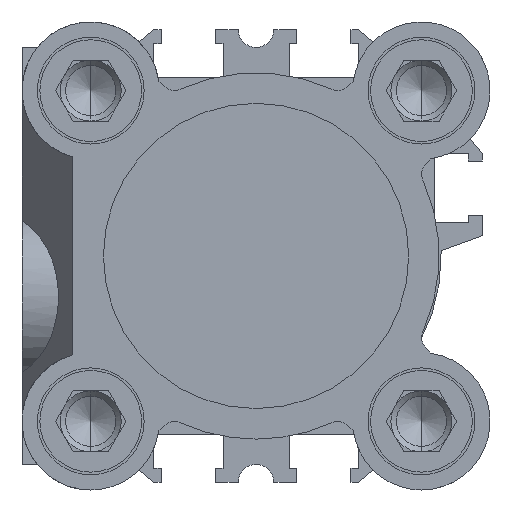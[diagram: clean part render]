
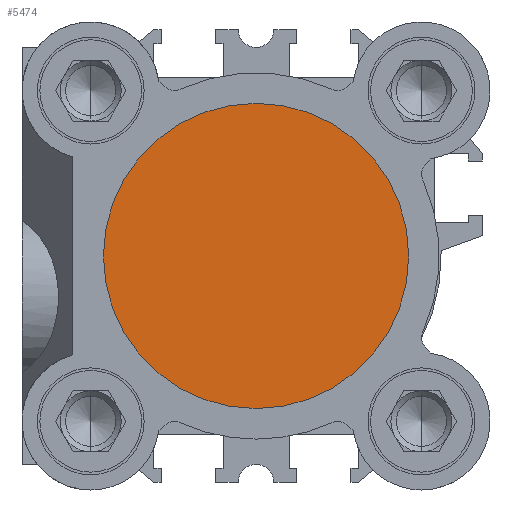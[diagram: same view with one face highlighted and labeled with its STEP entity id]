
A CAD part, left-side view. The second image highlights one B-rep face of the part: STEP entity #5474.
In plain terms, the highlighted face is planar.
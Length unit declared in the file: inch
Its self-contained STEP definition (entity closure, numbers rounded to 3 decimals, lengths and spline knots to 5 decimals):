
#717 = CARTESIAN_POINT ( 'NONE',  ( 0.15748, 0.59055, 0. ) ) ;
#882 = DIRECTION ( 'NONE',  ( -1., 0., 0. ) ) ;
#1347 = VERTEX_POINT ( 'NONE', #8091 ) ;
#1691 = DIRECTION ( 'NONE',  ( 0., 0., 1. ) ) ;
#2868 = CIRCLE ( 'NONE', #3651, 0.59055 ) ;
#3651 = AXIS2_PLACEMENT_3D ( 'NONE', #6656, #882, #7617 ) ;
#3768 = EDGE_CURVE ( 'NONE', #1347, #7571, #2868, .T. ) ;
#4554 = PLANE ( 'NONE',  #10311 ) ;
#4757 = DIRECTION ( 'NONE',  ( -1., 0., 0. ) ) ;
#4768 = AXIS2_PLACEMENT_3D ( 'NONE', #10538, #4757, #11523 ) ;
#4872 = CIRCLE ( 'NONE', #4768, 0.59055 ) ;
#5474 = ADVANCED_FACE ( 'NONE', ( #11606 ), #4554, .F. ) ;
#5758 = EDGE_LOOP ( 'NONE', ( #6216, #11411 ) ) ;
#6216 = ORIENTED_EDGE ( 'NONE', *, *, #3768, .F. ) ;
#6656 = CARTESIAN_POINT ( 'NONE',  ( 0.15748, 0., 0. ) ) ;
#7459 = DIRECTION ( 'NONE',  ( -1., 0., 0. ) ) ;
#7571 = VERTEX_POINT ( 'NONE', #10634 ) ;
#7617 = DIRECTION ( 'NONE',  ( 0., 0., 1. ) ) ;
#8091 = CARTESIAN_POINT ( 'NONE',  ( 0.15748, 0., 0.59055 ) ) ;
#8456 = EDGE_CURVE ( 'NONE', #7571, #1347, #4872, .T. ) ;
#10311 = AXIS2_PLACEMENT_3D ( 'NONE', #717, #7459, #1691 ) ;
#10538 = CARTESIAN_POINT ( 'NONE',  ( 0.15748, 0., 0. ) ) ;
#10634 = CARTESIAN_POINT ( 'NONE',  ( 0.15748, 0., -0.59055 ) ) ;
#11411 = ORIENTED_EDGE ( 'NONE', *, *, #8456, .F. ) ;
#11523 = DIRECTION ( 'NONE',  ( 0., 0., 1. ) ) ;
#11606 = FACE_OUTER_BOUND ( 'NONE', #5758, .T. ) ;
